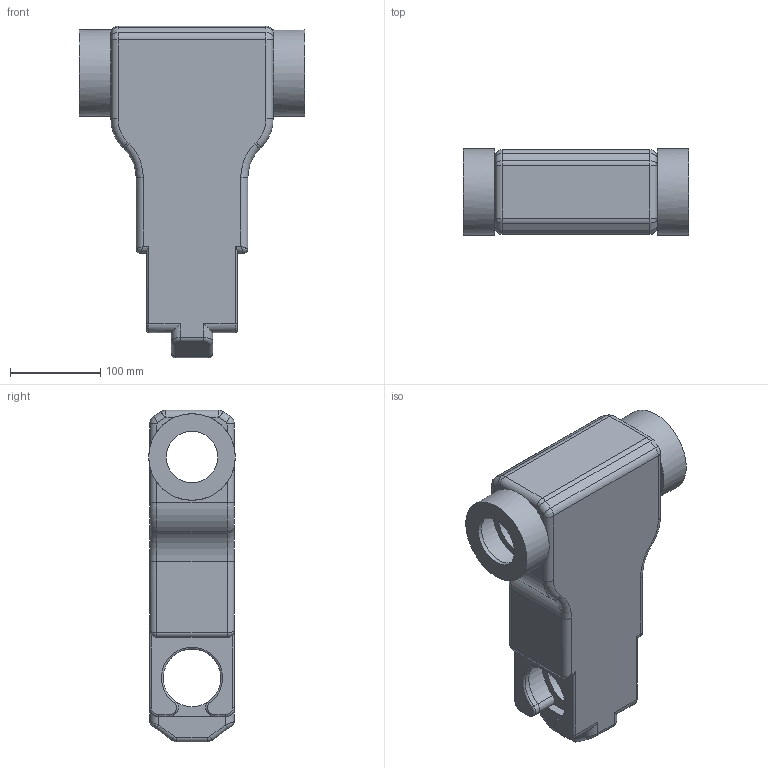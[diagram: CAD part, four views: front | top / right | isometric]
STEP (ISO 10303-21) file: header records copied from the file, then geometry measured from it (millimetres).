
FILE_DESCRIPTION(/* description */ (''),/* implementation_level */ '2;1');
FILE_NAME(/* name */ 'body.step',/* time_stamp */ '2021-03-27T13:05:02-04:00',/* author */ ('DELL'),/* organization */ (''),/* preprocessor_version */ 'ST-DEVELOPER v18',/* originating_system */ 'Autodesk Inventor 2020',/* authorisation */ '');
FILE_SCHEMA (('AUTOMOTIVE_DESIGN { 1 0 10303 214 3 1 1 }'));
Length unit declared in the file: millimetre
Products named in the file (1): body_stand_up_2
Bounding box: 250 x 96 x 368 mm (x, y, z)
Volume: 2145982.6 mm3; surface area: 356165.7 mm2
Topology: 1 solids, 1 shells, 193 faces, 475 edges, 278 vertices
Faces by surface type: cylinder 91, plane 60, torus 22, bspline 20
Full cylindrical faces by diameter (mm): 57 x2, 64 x3, 80 x2, 96 x2
Entity records: 6255 total; most frequent: CARTESIAN_POINT 1568, DIRECTION 1059, ORIENTED_EDGE 942, EDGE_CURVE 471, AXIS2_PLACEMENT_3D 418, VERTEX_POINT 278, CIRCLE 224, LINE 223
